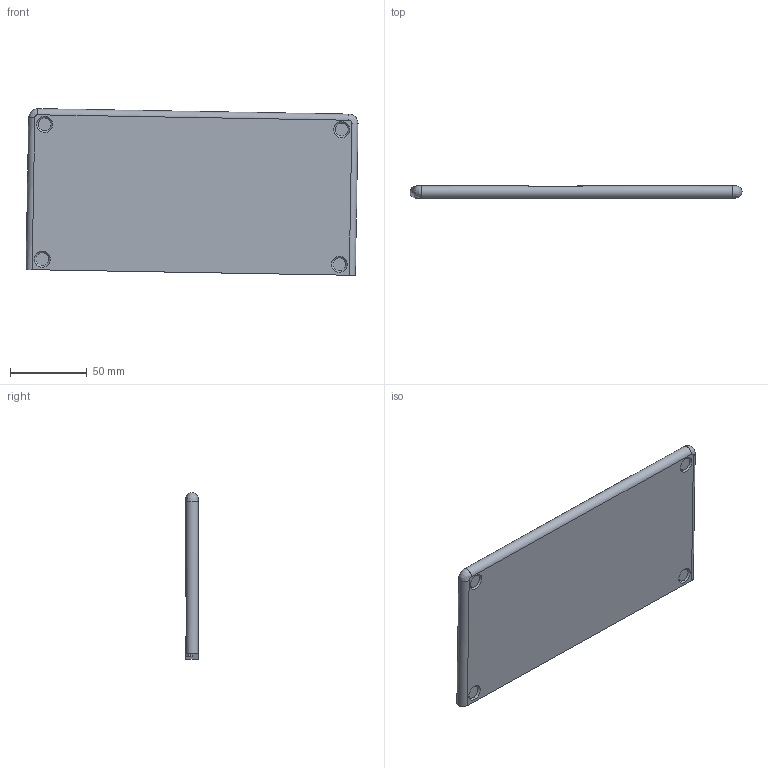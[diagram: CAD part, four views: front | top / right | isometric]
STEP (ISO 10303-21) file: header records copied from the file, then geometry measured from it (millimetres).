
FILE_DESCRIPTION(/* description */ (''),/* implementation_level */ '2;1');
FILE_NAME(/* name */ 'Trailmix-case-no-front-design-no-logo.step',/* time_stamp */ '2023-09-15T14:23:26-07:00',/* author */ (''),/* organization */ (''),/* preprocessor_version */ 'ST-DEVELOPER v20',/* originating_system */ 'Autodesk Translation Framework v12.9.0.99',/* authorisation */ '');
FILE_SCHEMA (('AUTOMOTIVE_DESIGN { 1 0 10303 214 3 1 1 }'));
Length unit declared in the file: millimetre
Products named in the file (1): Hotfix-VerticalPrint
Bounding box: 216.79 x 8.01 x 108.83 mm (x, y, z)
Volume: 113793.2 mm3; surface area: 51627.9 mm2
Topology: 2 solids, 2 shells, 175 faces, 415 edges, 258 vertices
Faces by surface type: plane 161, cone 8, bspline 3, cylinder 3
Entity records: 4964 total; most frequent: CARTESIAN_POINT 937, ORIENTED_EDGE 830, DIRECTION 777, EDGE_CURVE 415, LINE 375, VECTOR 375, VERTEX_POINT 258, AXIS2_PLACEMENT_3D 201
